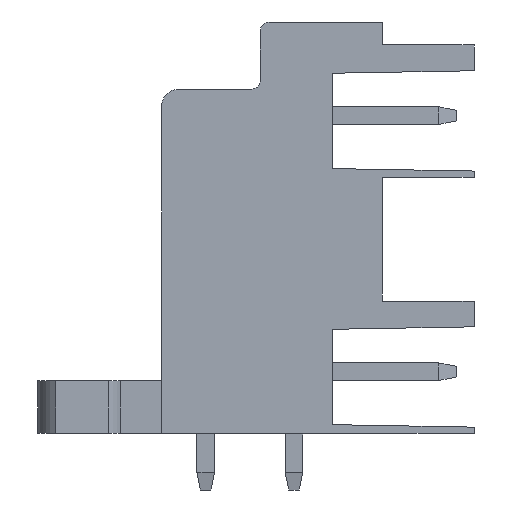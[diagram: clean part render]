
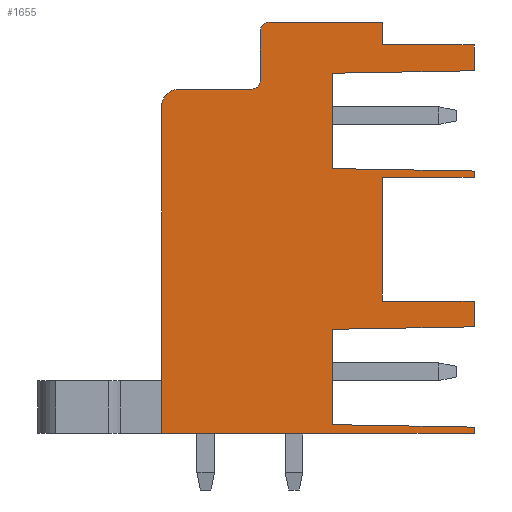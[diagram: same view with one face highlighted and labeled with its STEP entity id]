
A CAD part, left-side view. The second image highlights one B-rep face of the part: STEP entity #1655.
In plain terms, the highlighted planar face has unit normal (-1, 0, 0).
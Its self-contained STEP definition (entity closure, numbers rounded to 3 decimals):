
#872=AXIS2_PLACEMENT_3D('Circle Axis2P3D',#870,#871,$) ;
#934=AXIS2_PLACEMENT_3D('Circle Axis2P3D',#932,#933,$) ;
#996=AXIS2_PLACEMENT_3D('Circle Axis2P3D',#994,#995,$) ;
#1628=AXIS2_PLACEMENT_3D('Plane Axis2P3D',#1625,#1626,#1627) ;
#49=CARTESIAN_POINT('Vertex',(0.,0.,3.56)) ;
#52=CARTESIAN_POINT('Line Origine',(0.,0.,3.38)) ;
#56=CARTESIAN_POINT('Vertex',(0.,0.,3.2)) ;
#87=CARTESIAN_POINT('Vertex',(0.,8.,3.7)) ;
#90=CARTESIAN_POINT('Line Origine',(0.,4.,3.63)) ;
#118=CARTESIAN_POINT('Vertex',(0.,8.,9.1)) ;
#121=CARTESIAN_POINT('Line Origine',(0.,8.,6.4)) ;
#319=CARTESIAN_POINT('Vertex',(0.,0.,9.24)) ;
#322=CARTESIAN_POINT('Line Origine',(0.,4.,9.17)) ;
#345=CARTESIAN_POINT('Vertex',(0.,0.,10.7)) ;
#348=CARTESIAN_POINT('Line Origine',(0.,0.,9.97)) ;
#376=CARTESIAN_POINT('Vertex',(0.,5.2,10.7)) ;
#379=CARTESIAN_POINT('Line Origine',(0.,2.6,10.7)) ;
#407=CARTESIAN_POINT('Vertex',(0.,5.2,17.7)) ;
#410=CARTESIAN_POINT('Line Origine',(0.,5.2,14.2)) ;
#438=CARTESIAN_POINT('Vertex',(0.,0.,17.7)) ;
#441=CARTESIAN_POINT('Line Origine',(0.,2.6,17.7)) ;
#464=CARTESIAN_POINT('Vertex',(0.,0.,18.06)) ;
#467=CARTESIAN_POINT('Line Origine',(0.,0.,17.88)) ;
#495=CARTESIAN_POINT('Vertex',(0.,8.,18.2)) ;
#498=CARTESIAN_POINT('Line Origine',(0.,4.,18.13)) ;
#521=CARTESIAN_POINT('Vertex',(0.,8.,23.6)) ;
#524=CARTESIAN_POINT('Line Origine',(0.,8.,20.9)) ;
#722=CARTESIAN_POINT('Vertex',(0.,0.,23.74)) ;
#725=CARTESIAN_POINT('Line Origine',(0.,4.,23.67)) ;
#748=CARTESIAN_POINT('Vertex',(0.,0.,25.2)) ;
#751=CARTESIAN_POINT('Line Origine',(0.,0.,24.47)) ;
#779=CARTESIAN_POINT('Vertex',(0.,5.2,25.2)) ;
#782=CARTESIAN_POINT('Line Origine',(0.,2.6,25.2)) ;
#805=CARTESIAN_POINT('Vertex',(0.,5.2,26.5)) ;
#808=CARTESIAN_POINT('Line Origine',(0.,5.2,25.85)) ;
#836=CARTESIAN_POINT('Vertex',(0.,11.6,26.5)) ;
#839=CARTESIAN_POINT('Line Origine',(0.,8.4,26.5)) ;
#867=CARTESIAN_POINT('Vertex',(0.,12.1,26.)) ;
#870=CARTESIAN_POINT('Axis2P3D Location',(0.,11.6,26.)) ;
#898=CARTESIAN_POINT('Vertex',(0.,12.1,23.2)) ;
#901=CARTESIAN_POINT('Line Origine',(0.,12.1,24.6)) ;
#929=CARTESIAN_POINT('Vertex',(0.,12.6,22.7)) ;
#932=CARTESIAN_POINT('Axis2P3D Location',(0.,12.6,23.2)) ;
#960=CARTESIAN_POINT('Vertex',(0.,16.7,22.7)) ;
#963=CARTESIAN_POINT('Line Origine',(0.,14.65,22.7)) ;
#991=CARTESIAN_POINT('Vertex',(0.,17.7,21.7)) ;
#994=CARTESIAN_POINT('Axis2P3D Location',(0.,16.7,21.7)) ;
#1045=CARTESIAN_POINT('Vertex',(0.,17.7,3.2)) ;
#1048=CARTESIAN_POINT('Line Origine',(0.,17.7,12.45)) ;
#1111=CARTESIAN_POINT('Line Origine',(0.,8.85,3.2)) ;
#1625=CARTESIAN_POINT('Axis2P3D Location',(0.,0.,0.)) ;
#53=DIRECTION('Vector Direction',(0.,0.,-1.)) ;
#91=DIRECTION('Vector Direction',(0.,-1.,-0.017)) ;
#122=DIRECTION('Vector Direction',(0.,0.,-1.)) ;
#323=DIRECTION('Vector Direction',(0.,1.,-0.017)) ;
#349=DIRECTION('Vector Direction',(0.,0.,-1.)) ;
#380=DIRECTION('Vector Direction',(0.,-1.,0.)) ;
#411=DIRECTION('Vector Direction',(0.,0.,-1.)) ;
#442=DIRECTION('Vector Direction',(0.,1.,0.)) ;
#468=DIRECTION('Vector Direction',(0.,0.,-1.)) ;
#499=DIRECTION('Vector Direction',(0.,-1.,-0.017)) ;
#525=DIRECTION('Vector Direction',(0.,0.,-1.)) ;
#726=DIRECTION('Vector Direction',(0.,1.,-0.017)) ;
#752=DIRECTION('Vector Direction',(0.,0.,-1.)) ;
#783=DIRECTION('Vector Direction',(0.,-1.,0.)) ;
#809=DIRECTION('Vector Direction',(0.,0.,-1.)) ;
#840=DIRECTION('Vector Direction',(0.,-1.,0.)) ;
#871=DIRECTION('Axis2P3D Direction',(-1.,0.,0.)) ;
#902=DIRECTION('Vector Direction',(0.,0.,1.)) ;
#933=DIRECTION('Axis2P3D Direction',(-1.,0.,0.)) ;
#964=DIRECTION('Vector Direction',(0.,-1.,0.)) ;
#995=DIRECTION('Axis2P3D Direction',(-1.,0.,0.)) ;
#1049=DIRECTION('Vector Direction',(0.,0.,1.)) ;
#1112=DIRECTION('Vector Direction',(0.,1.,0.)) ;
#1626=DIRECTION('Axis2P3D Direction',(-1.,0.,0.)) ;
#1627=DIRECTION('Axis2P3D XDirection',(0.,-1.,0.)) ;
#54=VECTOR('Line Direction',#53,1.) ;
#92=VECTOR('Line Direction',#91,1.) ;
#123=VECTOR('Line Direction',#122,1.) ;
#324=VECTOR('Line Direction',#323,1.) ;
#350=VECTOR('Line Direction',#349,1.) ;
#381=VECTOR('Line Direction',#380,1.) ;
#412=VECTOR('Line Direction',#411,1.) ;
#443=VECTOR('Line Direction',#442,1.) ;
#469=VECTOR('Line Direction',#468,1.) ;
#500=VECTOR('Line Direction',#499,1.) ;
#526=VECTOR('Line Direction',#525,1.) ;
#727=VECTOR('Line Direction',#726,1.) ;
#753=VECTOR('Line Direction',#752,1.) ;
#784=VECTOR('Line Direction',#783,1.) ;
#810=VECTOR('Line Direction',#809,1.) ;
#841=VECTOR('Line Direction',#840,1.) ;
#903=VECTOR('Line Direction',#902,1.) ;
#965=VECTOR('Line Direction',#964,1.) ;
#1050=VECTOR('Line Direction',#1049,1.) ;
#1113=VECTOR('Line Direction',#1112,1.) ;
#1631=ORIENTED_EDGE('',*,*,#58,.T.) ;
#1632=ORIENTED_EDGE('',*,*,#94,.T.) ;
#1633=ORIENTED_EDGE('',*,*,#125,.T.) ;
#1634=ORIENTED_EDGE('',*,*,#326,.T.) ;
#1635=ORIENTED_EDGE('',*,*,#352,.T.) ;
#1636=ORIENTED_EDGE('',*,*,#383,.T.) ;
#1637=ORIENTED_EDGE('',*,*,#414,.T.) ;
#1638=ORIENTED_EDGE('',*,*,#445,.T.) ;
#1639=ORIENTED_EDGE('',*,*,#471,.T.) ;
#1640=ORIENTED_EDGE('',*,*,#502,.T.) ;
#1641=ORIENTED_EDGE('',*,*,#528,.T.) ;
#1642=ORIENTED_EDGE('',*,*,#729,.T.) ;
#1643=ORIENTED_EDGE('',*,*,#755,.T.) ;
#1644=ORIENTED_EDGE('',*,*,#786,.T.) ;
#1645=ORIENTED_EDGE('',*,*,#812,.T.) ;
#1646=ORIENTED_EDGE('',*,*,#843,.T.) ;
#1647=ORIENTED_EDGE('',*,*,#874,.T.) ;
#1648=ORIENTED_EDGE('',*,*,#905,.T.) ;
#1649=ORIENTED_EDGE('',*,*,#936,.T.) ;
#1650=ORIENTED_EDGE('',*,*,#967,.T.) ;
#1651=ORIENTED_EDGE('',*,*,#998,.T.) ;
#1652=ORIENTED_EDGE('',*,*,#1052,.T.) ;
#1653=ORIENTED_EDGE('',*,*,#1115,.T.) ;
#1655=ADVANCED_FACE('Housing',(#1654),#1629,.T.) ;
#873=CIRCLE('generated circle',#872,0.5) ;
#935=CIRCLE('generated circle',#934,0.5) ;
#997=CIRCLE('generated circle',#996,1.) ;
#58=EDGE_CURVE('',#57,#50,#55,.F.) ;
#94=EDGE_CURVE('',#50,#88,#93,.F.) ;
#125=EDGE_CURVE('',#88,#119,#124,.F.) ;
#326=EDGE_CURVE('',#119,#320,#325,.F.) ;
#352=EDGE_CURVE('',#320,#346,#351,.F.) ;
#383=EDGE_CURVE('',#346,#377,#382,.F.) ;
#414=EDGE_CURVE('',#377,#408,#413,.F.) ;
#445=EDGE_CURVE('',#408,#439,#444,.F.) ;
#471=EDGE_CURVE('',#439,#465,#470,.F.) ;
#502=EDGE_CURVE('',#465,#496,#501,.F.) ;
#528=EDGE_CURVE('',#496,#522,#527,.F.) ;
#729=EDGE_CURVE('',#522,#723,#728,.F.) ;
#755=EDGE_CURVE('',#723,#749,#754,.F.) ;
#786=EDGE_CURVE('',#749,#780,#785,.F.) ;
#812=EDGE_CURVE('',#780,#806,#811,.F.) ;
#843=EDGE_CURVE('',#806,#837,#842,.F.) ;
#874=EDGE_CURVE('',#837,#868,#873,.T.) ;
#905=EDGE_CURVE('',#868,#899,#904,.F.) ;
#936=EDGE_CURVE('',#899,#930,#935,.F.) ;
#967=EDGE_CURVE('',#930,#961,#966,.F.) ;
#998=EDGE_CURVE('',#961,#992,#997,.T.) ;
#1052=EDGE_CURVE('',#992,#1046,#1051,.F.) ;
#1115=EDGE_CURVE('',#1046,#57,#1114,.F.) ;
#1630=EDGE_LOOP('',(#1631,#1632,#1633,#1634,#1635,#1636,#1637,#1638,#1639,#1640,#1641,#1642,#1643,#1644,#1645,#1646,#1647,#1648,#1649,#1650,#1651,#1652,#1653)) ;
#1654=FACE_OUTER_BOUND('',#1630,.T.) ;
#55=LINE('Line',#52,#54) ;
#93=LINE('Line',#90,#92) ;
#124=LINE('Line',#121,#123) ;
#325=LINE('Line',#322,#324) ;
#351=LINE('Line',#348,#350) ;
#382=LINE('Line',#379,#381) ;
#413=LINE('Line',#410,#412) ;
#444=LINE('Line',#441,#443) ;
#470=LINE('Line',#467,#469) ;
#501=LINE('Line',#498,#500) ;
#527=LINE('Line',#524,#526) ;
#728=LINE('Line',#725,#727) ;
#754=LINE('Line',#751,#753) ;
#785=LINE('Line',#782,#784) ;
#811=LINE('Line',#808,#810) ;
#842=LINE('Line',#839,#841) ;
#904=LINE('Line',#901,#903) ;
#966=LINE('Line',#963,#965) ;
#1051=LINE('Line',#1048,#1050) ;
#1114=LINE('Line',#1111,#1113) ;
#1629=PLANE('',#1628) ;
#50=VERTEX_POINT('',#49) ;
#57=VERTEX_POINT('',#56) ;
#88=VERTEX_POINT('',#87) ;
#119=VERTEX_POINT('',#118) ;
#320=VERTEX_POINT('',#319) ;
#346=VERTEX_POINT('',#345) ;
#377=VERTEX_POINT('',#376) ;
#408=VERTEX_POINT('',#407) ;
#439=VERTEX_POINT('',#438) ;
#465=VERTEX_POINT('',#464) ;
#496=VERTEX_POINT('',#495) ;
#522=VERTEX_POINT('',#521) ;
#723=VERTEX_POINT('',#722) ;
#749=VERTEX_POINT('',#748) ;
#780=VERTEX_POINT('',#779) ;
#806=VERTEX_POINT('',#805) ;
#837=VERTEX_POINT('',#836) ;
#868=VERTEX_POINT('',#867) ;
#899=VERTEX_POINT('',#898) ;
#930=VERTEX_POINT('',#929) ;
#961=VERTEX_POINT('',#960) ;
#992=VERTEX_POINT('',#991) ;
#1046=VERTEX_POINT('',#1045) ;
